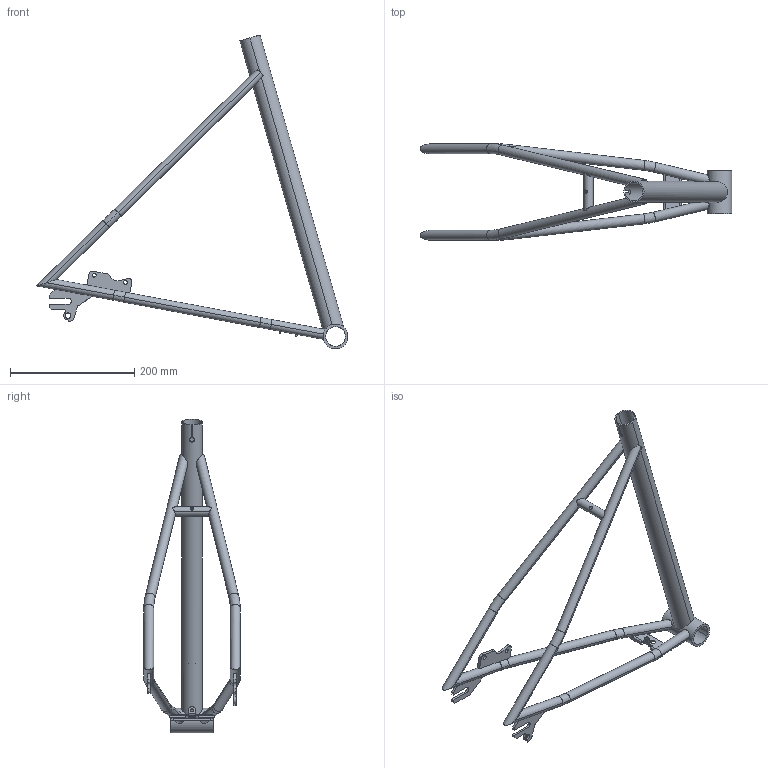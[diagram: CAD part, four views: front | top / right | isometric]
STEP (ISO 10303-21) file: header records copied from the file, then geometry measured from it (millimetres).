
FILE_DESCRIPTION(('CATIA V5 STEP Exchange'),'2;1');
FILE_NAME('TriangleArriere.stp','2021-03-24T09:20:10+00:00',('none'),('none'),'CATIA Version 5 Release 20 GA (IN-10)','CATIA V5 STEP AP203','none');
FILE_SCHEMA(('CONFIG_CONTROL_DESIGN'));
Length unit declared in the file: millimetre
Products named in the file (1): TriangleArriere
Bounding box: 501.57 x 155 x 504.64 mm (x, y, z)
Volume: 317692.7 mm3; surface area: 294998.4 mm2
Topology: 1 solids, 1 shells, 190 faces, 527 edges, 346 vertices
Faces by surface type: cylinder 108, plane 57, torus 25
Entity records: 6746 total; most frequent: CARTESIAN_POINT 2264, ORIENTED_EDGE 1026, DIRECTION 697, EDGE_CURVE 513, VERTEX_POINT 324, AXIS2_PLACEMENT_3D 307, VECTOR 260, LINE 260
